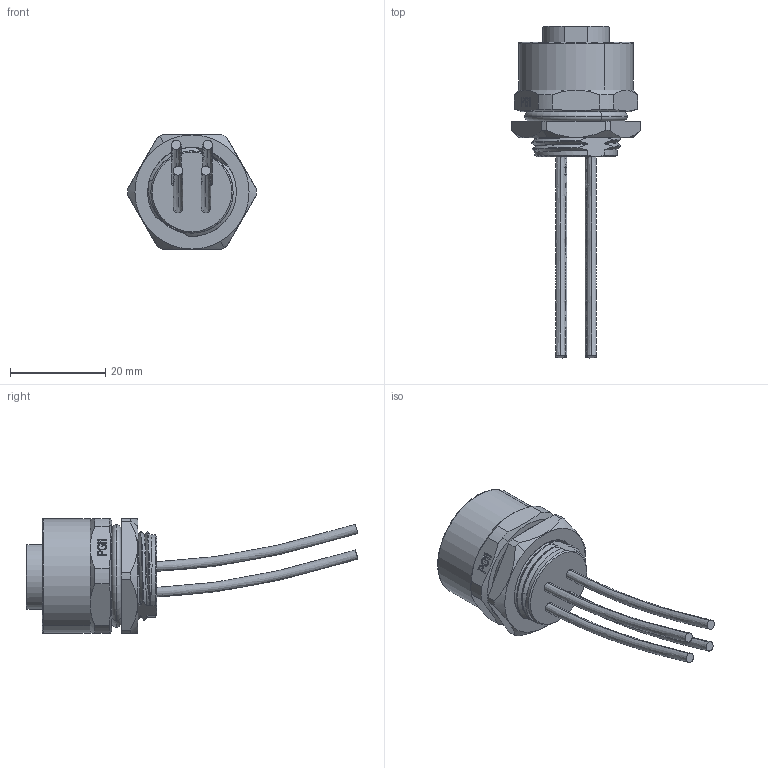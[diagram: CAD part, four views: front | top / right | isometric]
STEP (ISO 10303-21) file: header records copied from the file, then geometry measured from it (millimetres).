
FILE_DESCRIPTION((''),'2;1');
FILE_NAME('7_8-F04-BK-PG11-W0_82_SW0001','2020-12-17T',('tc.chen'),(''),'PRO/ENGINEER BY PARAMETRIC TECHNOLOGY CORPORATION, 2012480','PRO/ENGINEER BY PARAMETRIC TECHNOLOGY CORPORATION, 2012480','');
FILE_SCHEMA(('AUTOMOTIVE_DESIGN { 1 0 10303 214 1 1 1 1 }'));
Length unit declared in the file: millimetre
Products named in the file (1): 7_8-F04-BK-PG11-W0_82_SW0001
Bounding box: 27 x 69.67 x 24 mm (x, y, z)
Volume: 9736.9 mm3; surface area: 6672.7 mm2
Topology: 1 solids, 1 shells, 440 faces, 1269 edges, 839 vertices
Faces by surface type: plane 239, bspline 57, cylinder 54, cone 48, torus 26, revolution 16
Entity records: 20222 total; most frequent: CARTESIAN_POINT 9144, ORIENTED_EDGE 2538, DIRECTION 1882, EDGE_CURVE 1269, VERTEX_POINT 839, VECTOR 652, LINE 652, AXIS2_PLACEMENT_3D 607
